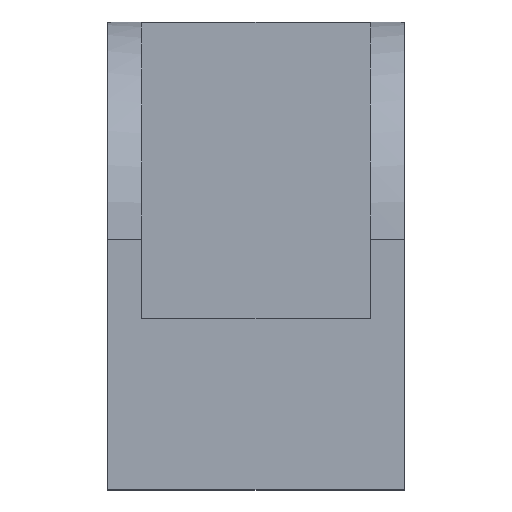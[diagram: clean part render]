
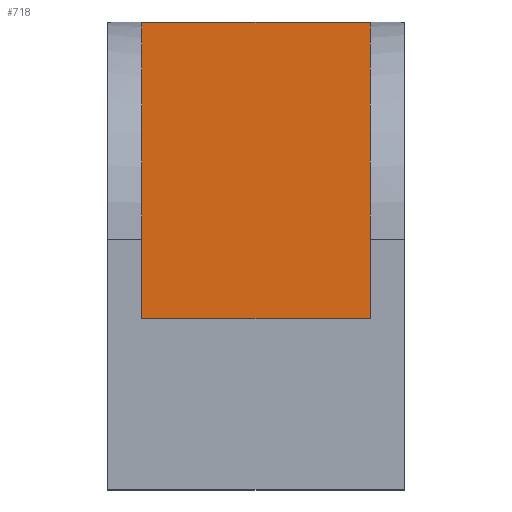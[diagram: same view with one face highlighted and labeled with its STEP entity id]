
A CAD part, front view. The second image highlights one B-rep face of the part: STEP entity #718.
In plain terms, the highlighted planar face has unit normal (0, -1, 0).
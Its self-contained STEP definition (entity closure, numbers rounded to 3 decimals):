
#536=CARTESIAN_POINT('',(-0.394,-2.019,1.613));
#537=VERTEX_POINT('',#536);
#545=CARTESIAN_POINT('',(0.393,-2.019,1.613));
#546=VERTEX_POINT('',#545);
#547=CARTESIAN_POINT('',(-0.394,-2.019,1.613));
#548=DIRECTION('',(1.0,0.0,0.0));
#549=VECTOR('',#548,0.787);
#550=LINE('',#547,#549);
#551=EDGE_CURVE('',#537,#546,#550,.T.);
#670=CARTESIAN_POINT('',(0.393,-2.019,0.591));
#671=VERTEX_POINT('',#670);
#672=CARTESIAN_POINT('',(0.393,-2.019,1.613));
#673=DIRECTION('',(0.0,0.0,-1.0));
#674=VECTOR('',#673,1.022);
#675=LINE('',#672,#674);
#676=EDGE_CURVE('',#546,#671,#675,.T.);
#695=CARTESIAN_POINT('',(0.393,-2.019,1.614));
#696=DIRECTION('',(0.0,1.0,0.0));
#697=DIRECTION('',(0.0,0.0,1.0));
#698=AXIS2_PLACEMENT_3D('',#695,#696,#697);
#699=PLANE('',#698);
#700=ORIENTED_EDGE('',*,*,#551,.F.);
#701=CARTESIAN_POINT('',(-0.394,-2.019,0.591));
#702=VERTEX_POINT('',#701);
#703=CARTESIAN_POINT('',(-0.394,-2.019,1.613));
#704=DIRECTION('',(0.0,0.0,-1.0));
#705=VECTOR('',#704,1.022);
#706=LINE('',#703,#705);
#707=EDGE_CURVE('',#537,#702,#706,.T.);
#708=ORIENTED_EDGE('',*,*,#707,.T.);
#709=CARTESIAN_POINT('',(0.393,-2.019,0.591));
#710=DIRECTION('',(-1.0,0.0,0.0));
#711=VECTOR('',#710,0.787);
#712=LINE('',#709,#711);
#713=EDGE_CURVE('',#671,#702,#712,.T.);
#714=ORIENTED_EDGE('',*,*,#713,.F.);
#715=ORIENTED_EDGE('',*,*,#676,.F.);
#716=EDGE_LOOP('',(#700,#708,#714,#715));
#717=FACE_OUTER_BOUND('',#716,.T.);
#718=ADVANCED_FACE('',(#717),#699,.F.);
